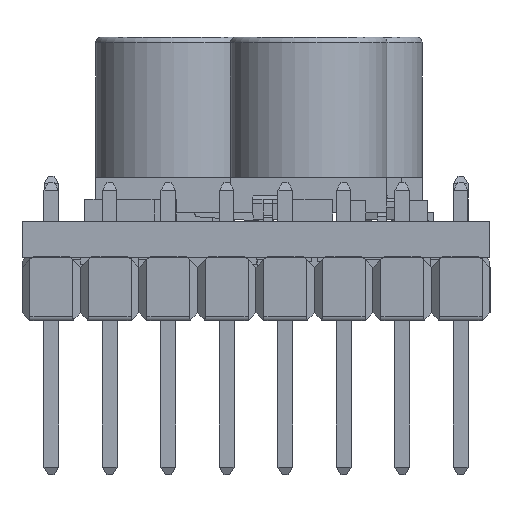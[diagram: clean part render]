
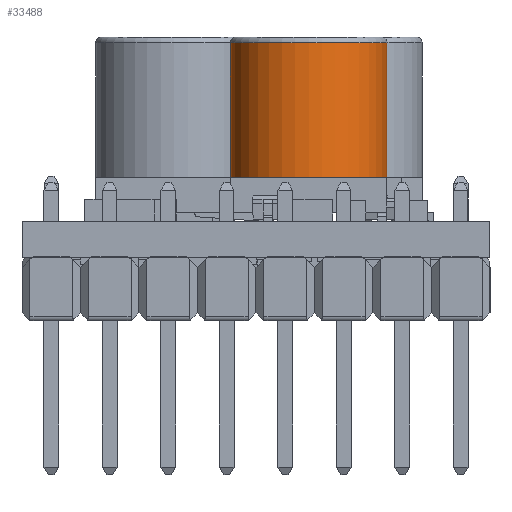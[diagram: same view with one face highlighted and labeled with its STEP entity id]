
A CAD part, left-side view. The second image highlights one B-rep face of the part: STEP entity #33488.
In plain terms, the highlighted cylindrical face has radius 3.4 mm (diameter 6.8 mm), a full revolution.
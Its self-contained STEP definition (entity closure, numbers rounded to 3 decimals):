
#269=CYLINDRICAL_SURFACE('',#35405,3.4);
#1079=CIRCLE('',#35391,3.4);
#1080=CIRCLE('',#35393,3.4);
#1081=CIRCLE('',#35395,3.4);
#1082=CIRCLE('',#35403,3.4);
#1083=CIRCLE('',#35406,3.4);
#1084=CIRCLE('',#35407,3.4);
#1332=FACE_OUTER_BOUND('',#3224,.T.);
#3224=EDGE_LOOP('',(#22904,#22905,#22906,#22907,#22908,#22909,#22910,#22911));
#5795=LINE('',#48562,#9974);
#9974=VECTOR('',#38655,3.4);
#14179=VERTEX_POINT('',#48489);
#14180=VERTEX_POINT('',#48491);
#14183=VERTEX_POINT('',#48499);
#14185=VERTEX_POINT('',#48505);
#14202=VERTEX_POINT('',#48559);
#14203=VERTEX_POINT('',#48560);
#17503=EDGE_CURVE('',#14179,#14180,#1079,.T.);
#17507=EDGE_CURVE('',#14180,#14183,#1080,.T.);
#17510=EDGE_CURVE('',#14183,#14185,#1081,.T.);
#17531=EDGE_CURVE('',#14185,#14179,#1082,.T.);
#17538=EDGE_CURVE('',#14202,#14203,#1083,.T.);
#17539=EDGE_CURVE('',#14203,#14183,#5795,.T.);
#17540=EDGE_CURVE('',#14203,#14202,#1084,.T.);
#22904=ORIENTED_EDGE('',*,*,#17538,.T.);
#22905=ORIENTED_EDGE('',*,*,#17539,.T.);
#22906=ORIENTED_EDGE('',*,*,#17507,.F.);
#22907=ORIENTED_EDGE('',*,*,#17503,.F.);
#22908=ORIENTED_EDGE('',*,*,#17531,.F.);
#22909=ORIENTED_EDGE('',*,*,#17510,.F.);
#22910=ORIENTED_EDGE('',*,*,#17539,.F.);
#22911=ORIENTED_EDGE('',*,*,#17540,.T.);
#33488=ADVANCED_FACE('',(#1332),#269,.T.);
#35391=AXIS2_PLACEMENT_3D('',#48492,#38592,#38593);
#35393=AXIS2_PLACEMENT_3D('',#48500,#38599,#38600);
#35395=AXIS2_PLACEMENT_3D('',#48506,#38605,#38606);
#35403=AXIS2_PLACEMENT_3D('',#48546,#38641,#38642);
#35405=AXIS2_PLACEMENT_3D('',#48558,#38651,#38652);
#35406=AXIS2_PLACEMENT_3D('',#48561,#38653,#38654);
#35407=AXIS2_PLACEMENT_3D('',#48563,#38656,#38657);
#38592=DIRECTION('center_axis',(0.,0.,-1.));
#38593=DIRECTION('ref_axis',(1.,0.,0.));
#38599=DIRECTION('center_axis',(0.,0.,-1.));
#38600=DIRECTION('ref_axis',(1.,0.,0.));
#38605=DIRECTION('center_axis',(0.,0.,-1.));
#38606=DIRECTION('ref_axis',(1.,0.,0.));
#38641=DIRECTION('center_axis',(0.,0.,-1.));
#38642=DIRECTION('ref_axis',(1.,0.,0.));
#38651=DIRECTION('center_axis',(0.,0.,1.));
#38652=DIRECTION('ref_axis',(1.,0.,0.));
#38653=DIRECTION('center_axis',(0.,0.,-1.));
#38654=DIRECTION('ref_axis',(1.,0.,0.));
#38655=DIRECTION('',(0.,0.,-1.));
#38656=DIRECTION('center_axis',(0.,0.,-1.));
#38657=DIRECTION('ref_axis',(1.,0.,0.));
#48489=CARTESIAN_POINT('',(15.338,7.874,3.475));
#48491=CARTESIAN_POINT('',(11.938,4.474,3.475));
#48492=CARTESIAN_POINT('Origin',(11.938,7.874,3.475));
#48499=CARTESIAN_POINT('',(8.538,7.874,3.475));
#48500=CARTESIAN_POINT('Origin',(11.938,7.874,3.475));
#48505=CARTESIAN_POINT('',(11.938,11.274,3.475));
#48506=CARTESIAN_POINT('Origin',(11.938,7.874,3.475));
#48546=CARTESIAN_POINT('Origin',(11.938,7.874,3.475));
#48558=CARTESIAN_POINT('Origin',(11.938,7.874,-6.142));
#48559=CARTESIAN_POINT('',(15.338,7.874,9.325));
#48560=CARTESIAN_POINT('',(8.538,7.874,9.325));
#48561=CARTESIAN_POINT('Origin',(11.938,7.874,9.325));
#48562=CARTESIAN_POINT('',(8.538,7.874,-6.142));
#48563=CARTESIAN_POINT('Origin',(11.938,7.874,9.325));
